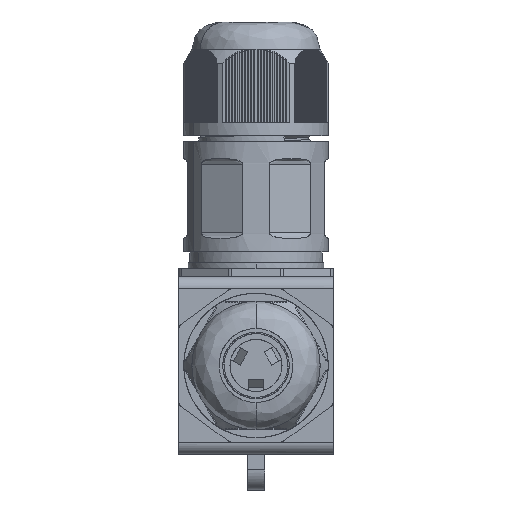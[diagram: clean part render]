
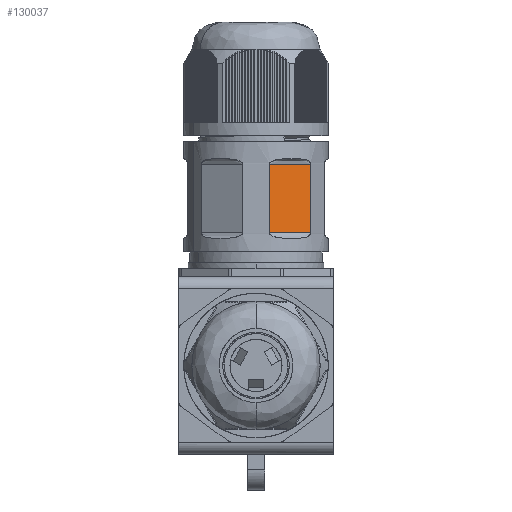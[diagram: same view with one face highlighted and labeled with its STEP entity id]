
A CAD part, left-side view. The second image highlights one B-rep face of the part: STEP entity #130037.
In plain terms, the highlighted free-form (B-spline) face has degree [1, 1] with [2, 2] control points.
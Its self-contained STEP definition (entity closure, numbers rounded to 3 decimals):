
#130037 = ADVANCED_FACE('',(#130038),#130068,.T.);
#130038 = FACE_BOUND('',#130039,.T.);
#130039 = EDGE_LOOP('',(#130040,#130049,#130056,#130063));
#130040 = ORIENTED_EDGE('',*,*,#130041,.T.);
#130041 = EDGE_CURVE('',#130042,#130044,#130046,.T.);
#130042 = VERTEX_POINT('',#130043);
#130043 = CARTESIAN_POINT('',(-7.28,-8.453,
    20.483));
#130044 = VERTEX_POINT('',#130045);
#130045 = CARTESIAN_POINT('',(-7.28,-8.453,
    31.103));
#130046 = B_SPLINE_CURVE_WITH_KNOTS('',1,(#130047,#130048),
  .UNSPECIFIED.,.F.,.F.,(2,2),(0.,11.9),.PIECEWISE_BEZIER_KNOTS.);
#130047 = CARTESIAN_POINT('',(-7.28,-8.453,
    20.483));
#130048 = CARTESIAN_POINT('',(-7.28,-8.453,
    31.103));
#130049 = ORIENTED_EDGE('',*,*,#130050,.T.);
#130050 = EDGE_CURVE('',#130044,#130051,#130053,.T.);
#130051 = VERTEX_POINT('',#130052);
#130052 = CARTESIAN_POINT('',(-10.961,-2.078,
    31.103));
#130053 = B_SPLINE_CURVE_WITH_KNOTS('',1,(#130054,#130055),
  .UNSPECIFIED.,.F.,.F.,(2,2),(0.,8.249),.PIECEWISE_BEZIER_KNOTS.);
#130054 = CARTESIAN_POINT('',(-7.28,-8.453,
    31.103));
#130055 = CARTESIAN_POINT('',(-10.961,-2.078,
    31.103));
#130056 = ORIENTED_EDGE('',*,*,#130057,.T.);
#130057 = EDGE_CURVE('',#130051,#130058,#130060,.T.);
#130058 = VERTEX_POINT('',#130059);
#130059 = CARTESIAN_POINT('',(-10.961,-2.078,
    20.483));
#130060 = B_SPLINE_CURVE_WITH_KNOTS('',1,(#130061,#130062),
  .UNSPECIFIED.,.F.,.F.,(2,2),(0.,11.9),.PIECEWISE_BEZIER_KNOTS.);
#130061 = CARTESIAN_POINT('',(-10.961,-2.078,
    31.103));
#130062 = CARTESIAN_POINT('',(-10.961,-2.078,
    20.483));
#130063 = ORIENTED_EDGE('',*,*,#130064,.T.);
#130064 = EDGE_CURVE('',#130058,#130042,#130065,.T.);
#130065 = B_SPLINE_CURVE_WITH_KNOTS('',1,(#130066,#130067),
  .UNSPECIFIED.,.F.,.F.,(2,2),(0.,8.249),.PIECEWISE_BEZIER_KNOTS.);
#130066 = CARTESIAN_POINT('',(-10.961,-2.078,
    20.483));
#130067 = CARTESIAN_POINT('',(-7.28,-8.453,
    20.483));
#130068 = B_SPLINE_SURFACE_WITH_KNOTS('',1,1,(
    (#130069,#130070)
    ,(#130071,#130072
    )),.UNSPECIFIED.,.F.,.F.,.F.,(2,2),(2,2),(0.,1.),(0.,1.),
  .PIECEWISE_BEZIER_KNOTS.);
#130069 = CARTESIAN_POINT('',(-10.961,-2.078,
    20.483));
#130070 = CARTESIAN_POINT('',(-10.961,-2.078,
    31.103));
#130071 = CARTESIAN_POINT('',(-7.28,-8.453,
    20.483));
#130072 = CARTESIAN_POINT('',(-7.28,-8.453,
    31.103));
